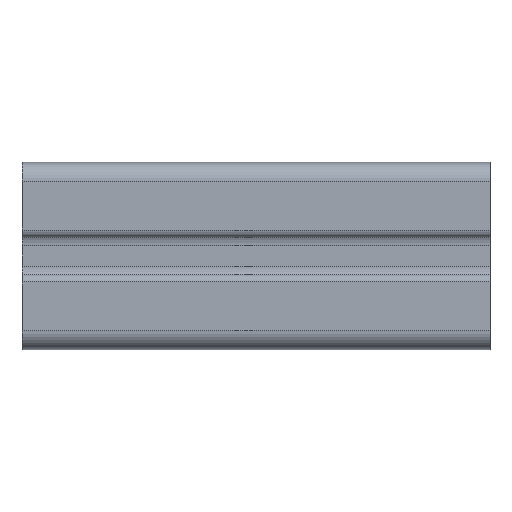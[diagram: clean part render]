
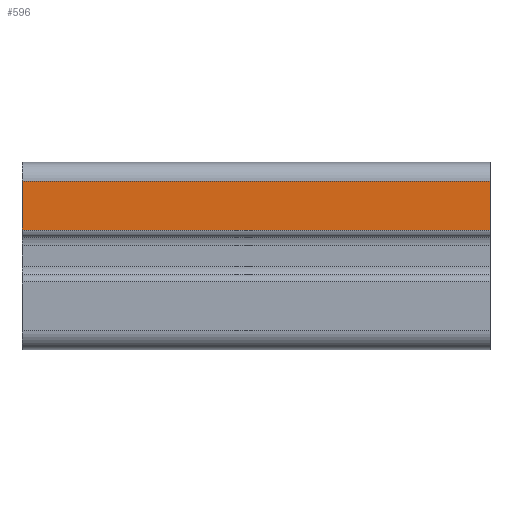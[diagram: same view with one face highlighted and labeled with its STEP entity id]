
A CAD part, front view. The second image highlights one B-rep face of the part: STEP entity #596.
In plain terms, the highlighted planar face has unit normal (0, -1, 0).
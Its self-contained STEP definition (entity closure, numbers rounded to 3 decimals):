
#19 = VECTOR ( 'NONE', #1902, 1000. ) ;
#26 = EDGE_CURVE ( 'NONE', #1241, #1521, #1874, .T. ) ;
#87 = VECTOR ( 'NONE', #841, 1000. ) ;
#121 = LINE ( 'NONE', #2452, #1581 ) ;
#134 = FACE_OUTER_BOUND ( 'NONE', #2505, .T. ) ;
#195 = CARTESIAN_POINT ( 'NONE',  ( 59.184, 34.898, 5.55 ) ) ;
#349 = AXIS2_PLACEMENT_3D ( 'NONE', #2020, #784, #1200 ) ;
#397 = ORIENTED_EDGE ( 'NONE', *, *, #1283, .F. ) ;
#406 = LINE ( 'NONE', #1114, #19 ) ;
#413 = EDGE_CURVE ( 'NONE', #1241, #1456, #406, .T. ) ;
#443 = VECTOR ( 'NONE', #741, 1000. ) ;
#453 = CARTESIAN_POINT ( 'NONE',  ( -40.816, 34.898, 16. ) ) ;
#596 = ADVANCED_FACE ( 'NONE', ( #134 ), #2594, .F. ) ;
#735 = LINE ( 'NONE', #195, #87 ) ;
#741 = DIRECTION ( 'NONE',  ( 0., 0., -1. ) ) ;
#784 = DIRECTION ( 'NONE',  ( 0., 1., 0. ) ) ;
#841 = DIRECTION ( 'NONE',  ( -1., 0., 0. ) ) ;
#864 = VERTEX_POINT ( 'NONE', #1275 ) ;
#1053 = DIRECTION ( 'NONE',  ( 0., 0., -1. ) ) ;
#1082 = CARTESIAN_POINT ( 'NONE',  ( 59.184, 34.898, 5.55 ) ) ;
#1114 = CARTESIAN_POINT ( 'NONE',  ( 59.184, 34.898, 16. ) ) ;
#1135 = CARTESIAN_POINT ( 'NONE',  ( 59.184, 34.898, 16. ) ) ;
#1200 = DIRECTION ( 'NONE',  ( 0., 0., 1. ) ) ;
#1241 = VERTEX_POINT ( 'NONE', #2071 ) ;
#1248 = EDGE_CURVE ( 'NONE', #1456, #864, #121, .T. ) ;
#1275 = CARTESIAN_POINT ( 'NONE',  ( -40.816, 34.898, 5.55 ) ) ;
#1283 = EDGE_CURVE ( 'NONE', #1521, #864, #735, .T. ) ;
#1456 = VERTEX_POINT ( 'NONE', #453 ) ;
#1521 = VERTEX_POINT ( 'NONE', #1082 ) ;
#1581 = VECTOR ( 'NONE', #1053, 1000. ) ;
#1700 = ORIENTED_EDGE ( 'NONE', *, *, #413, .T. ) ;
#1827 = ORIENTED_EDGE ( 'NONE', *, *, #1248, .T. ) ;
#1874 = LINE ( 'NONE', #1135, #443 ) ;
#1902 = DIRECTION ( 'NONE',  ( -1., 0., 0. ) ) ;
#2020 = CARTESIAN_POINT ( 'NONE',  ( 59.184, 34.898, 16. ) ) ;
#2071 = CARTESIAN_POINT ( 'NONE',  ( 59.184, 34.898, 16. ) ) ;
#2411 = ORIENTED_EDGE ( 'NONE', *, *, #26, .F. ) ;
#2452 = CARTESIAN_POINT ( 'NONE',  ( -40.816, 34.898, 16. ) ) ;
#2505 = EDGE_LOOP ( 'NONE', ( #1827, #397, #2411, #1700 ) ) ;
#2594 = PLANE ( 'NONE',  #349 ) ;
